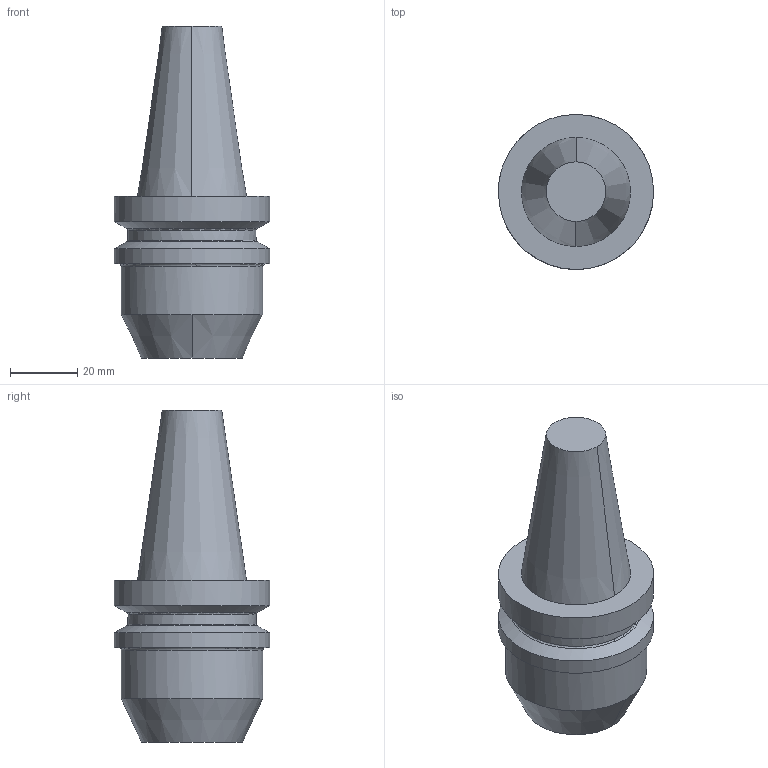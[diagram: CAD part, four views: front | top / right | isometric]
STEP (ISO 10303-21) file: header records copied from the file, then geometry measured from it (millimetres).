
FILE_DESCRIPTION(/* description */ (''),/* implementation_level */ '2;1');
FILE_NAME(/* name */ 'BT.30AD-W.12.050.stp',/* time_stamp */ '2024-07-07T22:10:04+02:00',/* author */ (''),/* organization */ (''),/* preprocessor_version */ 'ST-DEVELOPER v16.7',/* originating_system */ 'SIEMENS PLM Software NX 12.0',/* authorisation */ '');
FILE_SCHEMA (('AUTOMOTIVE_DESIGN { 1 0 10303 214 3 1 1 1 }'));
Length unit declared in the file: millimetre
Products named in the file (1): pf661FBC17438yk1
Bounding box: 46 x 46 x 98.4 mm (x, y, z)
Volume: 89778.5 mm3; surface area: 12975.7 mm2
Topology: 1 solids, 1 shells, 17 faces, 40 edges, 27 vertices
Faces by surface type: cone 6, plane 4, cylinder 4, torus 3
Full cylindrical faces by diameter (mm): 38 x1, 42 x1, 46 x2
Entity records: 461 total; most frequent: DIRECTION 86, CARTESIAN_POINT 66, ORIENTED_EDGE 50, AXIS2_PLACEMENT_3D 40, EDGE_LOOP 27, EDGE_CURVE 25, FACE_BOUND 20, VERTEX_POINT 20
